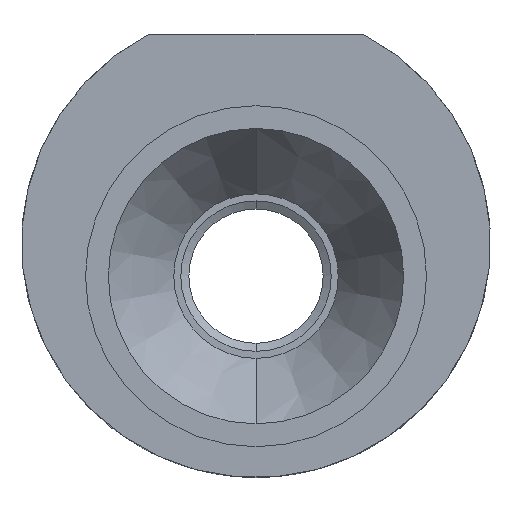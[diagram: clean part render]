
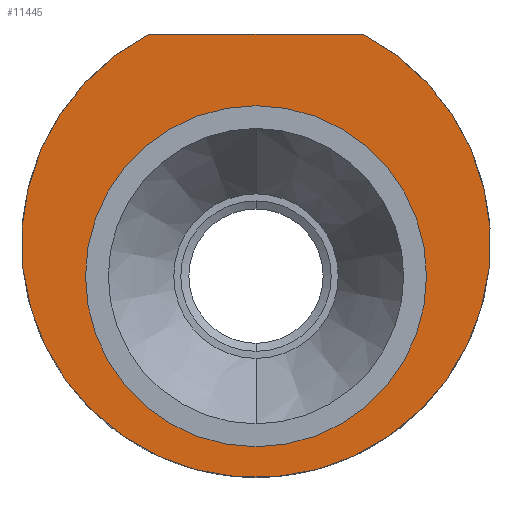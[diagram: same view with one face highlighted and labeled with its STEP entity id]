
A CAD part, left-side view. The second image highlights one B-rep face of the part: STEP entity #11445.
In plain terms, the highlighted planar face has unit normal (-1, 0, 0).
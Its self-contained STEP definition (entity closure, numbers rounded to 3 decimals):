
#823 = VERTEX_POINT ( 'NONE', #2449 ) ;
#836 = EDGE_CURVE ( 'NONE', #847, #823, #2492, .T. ) ;
#842 = ORIENTED_EDGE ( 'NONE', *, *, #836, .T. ) ;
#847 = VERTEX_POINT ( 'NONE', #2534 ) ;
#848 = EDGE_CURVE ( 'NONE', #823, #847, #2528, .T. ) ;
#2449 = CARTESIAN_POINT ( 'NONE',  ( -10., -7.97, 15.537 ) ) ;
#2483 = DIRECTION ( 'NONE',  ( 0., 0., 1. ) ) ;
#2484 = DIRECTION ( 'NONE',  ( -1., 0., 0. ) ) ;
#2492 = CIRCLE ( 'NONE', #2507, 17.463 ) ;
#2506 = CARTESIAN_POINT ( 'NONE',  ( -10., 0., 0. ) ) ;
#2507 = AXIS2_PLACEMENT_3D ( 'NONE', #2506, #2484, #2483 ) ;
#2526 = DIRECTION ( 'NONE',  ( 0., 1., 0. ) ) ;
#2527 = VECTOR ( 'NONE', #2526, 1000. ) ;
#2528 = LINE ( 'NONE', #2532, #2527 ) ;
#2532 = CARTESIAN_POINT ( 'NONE',  ( -10., -10., 15.537 ) ) ;
#2534 = CARTESIAN_POINT ( 'NONE',  ( -10., 7.97, 15.537 ) ) ;
#4283 = CIRCLE ( 'NONE', #4284, 12.7 ) ;
#4284 = AXIS2_PLACEMENT_3D ( 'NONE', #4329, #4328, #4327 ) ;
#4289 = DIRECTION ( 'NONE',  ( 1., 0., 0. ) ) ;
#4290 = CARTESIAN_POINT ( 'NONE',  ( -10., 17.463, 0. ) ) ;
#4292 = PLANE ( 'NONE',  #4322 ) ;
#4317 = DIRECTION ( 'NONE',  ( 0., 0., -1. ) ) ;
#4322 = AXIS2_PLACEMENT_3D ( 'NONE', #4290, #4289, #4317 ) ;
#4323 = FACE_BOUND ( 'NONE', #11444, .T. ) ;
#4327 = DIRECTION ( 'NONE',  ( 0., 0., -1. ) ) ;
#4328 = DIRECTION ( 'NONE',  ( -1., 0., 0. ) ) ;
#4329 = CARTESIAN_POINT ( 'NONE',  ( -10., 0., -2.47 ) ) ;
#4330 = FACE_OUTER_BOUND ( 'NONE', #11437, .T. ) ;
#6677 = CARTESIAN_POINT ( 'NONE',  ( -10., 0., 10.23 ) ) ;
#6723 = CARTESIAN_POINT ( 'NONE',  ( -10., 0., -15.17 ) ) ;
#6759 = DIRECTION ( 'NONE',  ( 0., 0., -1. ) ) ;
#6760 = DIRECTION ( 'NONE',  ( -1., 0., 0. ) ) ;
#6761 = AXIS2_PLACEMENT_3D ( 'NONE', #6784, #6760, #6759 ) ;
#6768 = CIRCLE ( 'NONE', #6761, 12.7 ) ;
#6784 = CARTESIAN_POINT ( 'NONE',  ( -10., 0., -2.47 ) ) ;
#11432 = ORIENTED_EDGE ( 'NONE', *, *, #848, .T. ) ;
#11435 = ORIENTED_EDGE ( 'NONE', *, *, #13203, .F. ) ;
#11437 = EDGE_LOOP ( 'NONE', ( #11432, #842 ) ) ;
#11440 = EDGE_CURVE ( 'NONE', #13166, #13167, #4283, .T. ) ;
#11444 = EDGE_LOOP ( 'NONE', ( #11453, #11435 ) ) ;
#11445 = ADVANCED_FACE ( 'NONE', ( #4323, #4330 ), #4292, .F. ) ;
#11453 = ORIENTED_EDGE ( 'NONE', *, *, #11440, .F. ) ;
#13166 = VERTEX_POINT ( 'NONE', #6723 ) ;
#13167 = VERTEX_POINT ( 'NONE', #6677 ) ;
#13203 = EDGE_CURVE ( 'NONE', #13167, #13166, #6768, .T. ) ;
